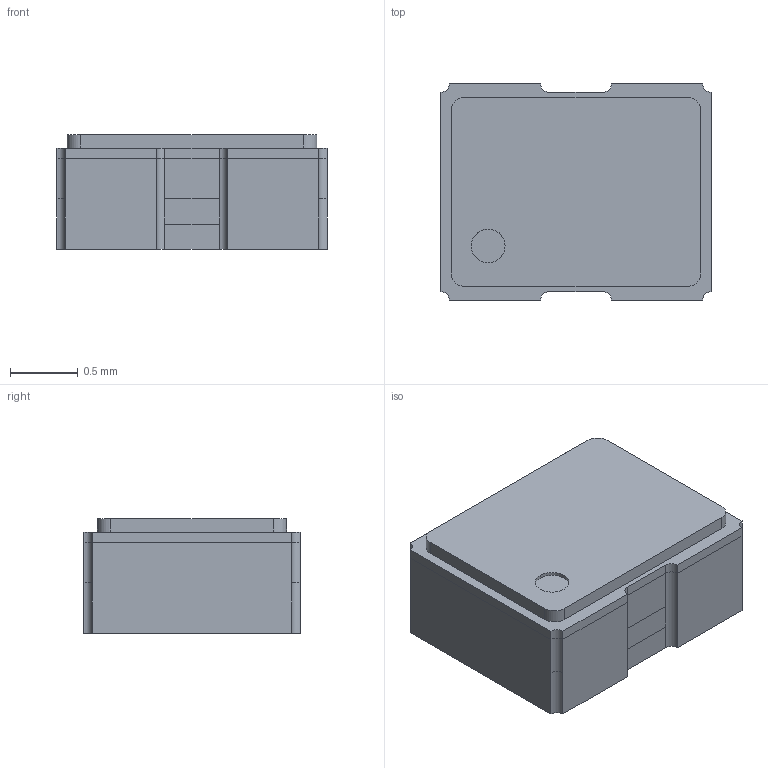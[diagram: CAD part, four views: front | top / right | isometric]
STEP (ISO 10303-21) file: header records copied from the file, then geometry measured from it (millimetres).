
FILE_DESCRIPTION(('FreeCAD Model'),'2;1');
FILE_NAME('Open CASCADE Shape Model','2024-01-09T11:41:48',( 'kicad StepUp'),('ksu MCAD'),'Open CASCADE STEP processor 7.6', 'FreeCAD','Unknown');
FILE_SCHEMA(('AUTOMOTIVE_DESIGN { 1 0 10303 214 1 1 1 1 }'));
Length unit declared in the file: millimetre
Products named in the file (1): ECS-2016MV-120-BN-TR
Bounding box: 2 x 1.6 x 0.85 mm (x, y, z)
Volume: 2.6 mm3; surface area: 35.6 mm2
Topology: 8 solids, 8 shells, 127 faces, 960 edges, 2768 vertices
Faces by surface type: plane 101, cylinder 26
Entity records: 13218 total; most frequent: CARTESIAN_POINT 3856, DIRECTION 1372, LINE 804, VECTOR 804, GEOMETRIC_CURVE_SET 641, ORIENTED_EDGE 640, TRIMMED_CURVE 640, STYLED_ITEM 328
